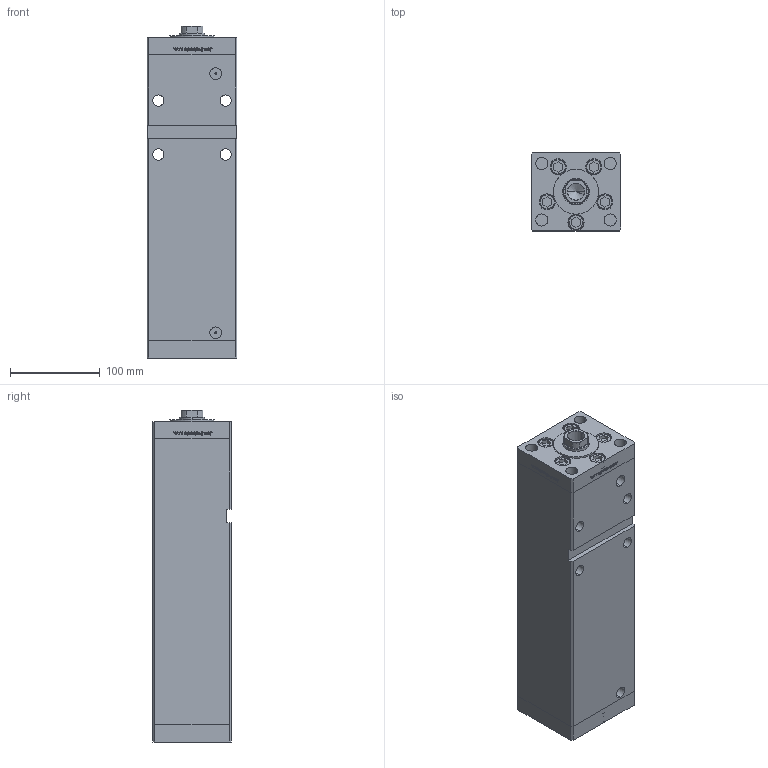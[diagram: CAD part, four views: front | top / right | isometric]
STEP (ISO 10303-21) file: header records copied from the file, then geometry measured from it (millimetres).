
FILE_DESCRIPTION (( 'STEP AP203' ), '1' );
FILE_NAME ('6231.STEP', '2024-01-08T15:00:41', ( '' ), ( '' ), 'SwSTEP 2.0', 'SolidWorks 2019', '' );
FILE_SCHEMA (( 'CONFIG_CONTROL_DESIGN' ));
Length unit declared in the file: millimetre
Products named in the file (6): ALLEN BOLT 0b06ee0e6ac789a67dea81aa8b242ff2; 6231; V220C_E MIDDLE 0b06ee0e6ac789a67dea81aa8b242ff2; V220C BACK_E 0b06ee0e6ac789a67dea81aa8b242ff2; V220C_VC_E 0b06ee0e6ac789a67dea81aa8b242ff2; V220C_FRONT_E 0b06ee0e6ac789a67dea81aa8b242ff2
Assembly tree (14 placements, depth 2):
  6231
    V220C BACK_E 0b06ee0e6ac789a67dea81aa8b242ff2
    V220C_E MIDDLE 0b06ee0e6ac789a67dea81aa8b242ff2
    V220C_FRONT_E 0b06ee0e6ac789a67dea81aa8b242ff2
    ALLEN BOLT 0b06ee0e6ac789a67dea81aa8b242ff2  x10
    V220C_VC_E 0b06ee0e6ac789a67dea81aa8b242ff2
Bounding box: 100 x 87 x 369.5 mm (x, y, z)
Volume: 2580557.6 mm3; surface area: 329643.3 mm2
Topology: 14 solids, 14 shells, 1214 faces, 3042 edges, 1994 vertices
Faces by surface type: bspline 484, plane 475, cylinder 165, cone 46, torus 44
Entity records: 53172 total; most frequent: CARTESIAN_POINT 30410, ORIENTED_EDGE 5252, DIRECTION 3036, EDGE_CURVE 2626, VERTEX_POINT 1742, VECTOR 1356, LINE 1356, EDGE_LOOP 1188
